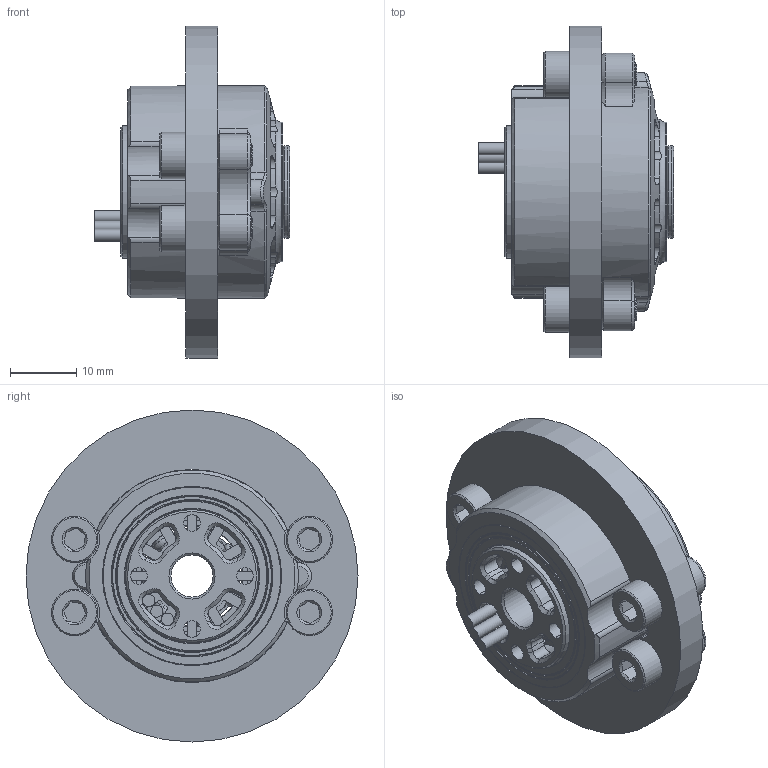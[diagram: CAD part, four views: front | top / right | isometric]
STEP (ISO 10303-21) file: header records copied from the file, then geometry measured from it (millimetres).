
FILE_DESCRIPTION (( 'STEP AP214' ), '1' );
FILE_NAME ('HUB-2207.5.STEP', '2024-10-10T16:54:43', ( '' ), ( '' ), 'SwSTEP 2.0', 'SolidWorks 2021', '' );
FILE_SCHEMA (( 'AUTOMOTIVE_DESIGN' ));
Length unit declared in the file: millimetre
Products named in the file (13): Rotor_22075; HUB-2207.5; ExampleDisk_.1875; M8 Washer; M4x10_Socket_91290A144; Stator_22075; 002-HUB-Mk2; 000-HUB-Mk2; FluxRing_22075; 001-HUB-Mk2.1; 698zz_5972K91; 6704 Bearing_4668K257; Magnet_22075
Assembly tree (27 placements, depth 2):
  HUB-2207.5
    001-HUB-Mk2.1
    002-HUB-Mk2
    Stator_22075
    6704 Bearing_4668K257
    FluxRing_22075
    Magnet_22075  x14
    M4x10_Socket_91290A144  x4
    Rotor_22075
    698zz_5972K91
    M8 Washer
    ExampleDisk_.1875
  000-HUB-Mk2
Bounding box: 29.4 x 50 x 50 mm (x, y, z)
Volume: 18994.3 mm3; surface area: 23948.8 mm2
Topology: 61 solids, 61 shells, 1228 faces, 3087 edges, 1850 vertices
Faces by surface type: cylinder 535, plane 306, sphere 144, cone 116, torus 93, bspline 34
Full cylindrical faces by diameter (mm): 1.84 x3, 2.25 x6, 3.3 x4, 6.35 x1, 7 x4, 8 x2, 8.1 x1, 9.5 x1, 11.2 x1, 11.9 x2, 14 x1, 15.1 x2, 15.316 x2, 16.4 x2, 17 x1, 19 x2, 20 x2, 21 x1, 22 x1, 22.74 x3, 22.95 x1, 23.02 x3, 24.03 x4, 25.9 x2, 27 x2, 50 x1
Entity records: 29572 total; most frequent: CARTESIAN_POINT 8635, DIRECTION 4378, ORIENTED_EDGE 3974, EDGE_CURVE 1987, AXIS2_PLACEMENT_3D 1850, VERTEX_POINT 1345, CIRCLE 1018, EDGE_LOOP 1016
